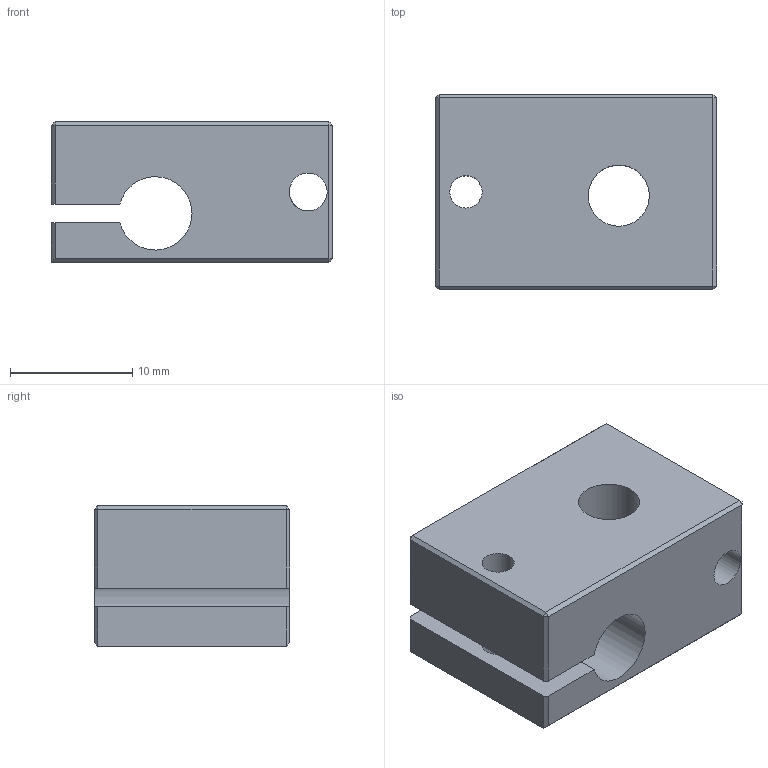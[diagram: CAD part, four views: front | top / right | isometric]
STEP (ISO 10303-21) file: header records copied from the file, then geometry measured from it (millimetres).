
FILE_DESCRIPTION(('FreeCAD Model'),'2;1');
FILE_NAME('cartridge_block.step','2018-12-27T00:26:00',('Felix Morgner'),(''), 'Open CASCADE STEP processor 7.3','FreeCAD','Unknown');
FILE_SCHEMA(('AUTOMOTIVE_DESIGN { 1 0 10303 214 1 1 1 1 }'));
Length unit declared in the file: millimetre
Products named in the file (2): E3D_V6_Hotend; Cartridge_Block
Assembly tree (1 placements, depth 2):
  E3D_V6_Hotend
    Cartridge_Block
Bounding box: 23 x 16 x 11.5 mm (x, y, z)
Volume: 3213 mm3; surface area: 2329 mm2
Topology: 1 solids, 1 shells, 34 faces, 78 edges, 46 vertices
Faces by surface type: plane 28, cylinder 6
Full cylindrical faces by diameter (mm): 2.65 x3, 3.1 x1, 5 x1
Entity records: 2337 total; most frequent: CARTESIAN_POINT 667, DIRECTION 312, LINE 205, VECTOR 205, ORIENTED_EDGE 156, PCURVE 156, DEFINITIONAL_REPRESENTATION 156, EDGE_CURVE 78
